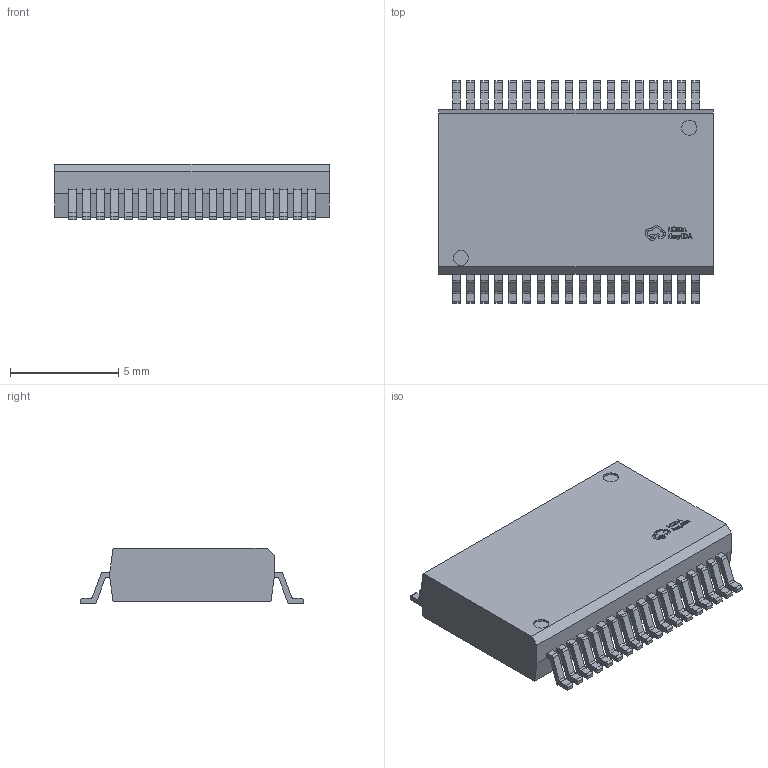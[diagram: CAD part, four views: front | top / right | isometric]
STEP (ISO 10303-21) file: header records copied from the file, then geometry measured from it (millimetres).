
FILE_DESCRIPTION (( 'STEP AP214' ), '1' );
FILE_NAME ('PG-DSO-36_L12.8-W7.6-H2.6-P0.65-LS10.3-BL.step', '2022-07-08T08:24:40', ( '' ), ( '' ), 'SwSTEP 2.0', 'SolidWorks 2020', '' );
FILE_SCHEMA (( 'AUTOMOTIVE_DESIGN' ));
Length unit declared in the file: millimetre
Products named in the file (1): PG-DSO-36_L12.8-W7.6-H2.6-P0.65-LS10.3-BL
Bounding box: 12.7 x 10.3 x 2.55 mm (x, y, z)
Volume: 239.1 mm3; surface area: 497.4 mm2
Topology: 2 solids, 2 shells, 793 faces, 2166 edges, 1408 vertices
Faces by surface type: plane 557, cylinder 122, bspline 114
Entity records: 29033 total; most frequent: CARTESIAN_POINT 6730, ORIENTED_EDGE 4332, DIRECTION 3538, EDGE_CURVE 2166, VECTOR 1690, LINE 1690, VERTEX_POINT 1408, AXIS2_PLACEMENT_3D 924
